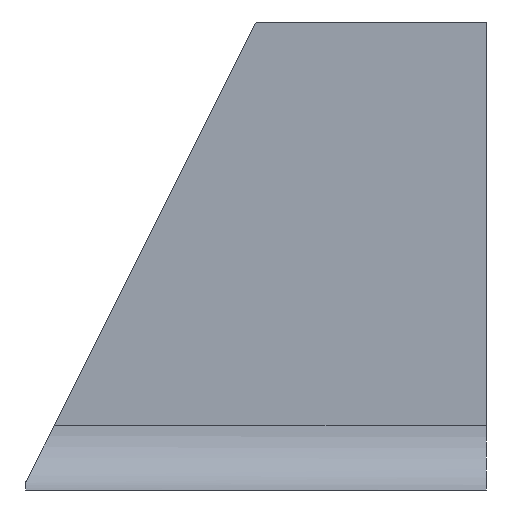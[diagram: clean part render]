
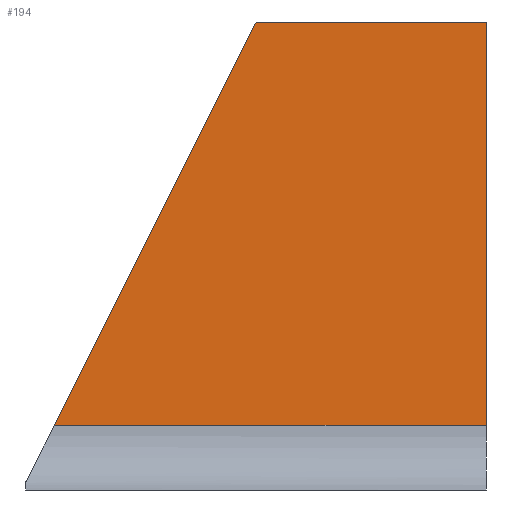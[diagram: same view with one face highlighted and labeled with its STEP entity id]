
A CAD part, left-side view. The second image highlights one B-rep face of the part: STEP entity #194.
In plain terms, the highlighted planar face has unit normal (-1, 0, 0).
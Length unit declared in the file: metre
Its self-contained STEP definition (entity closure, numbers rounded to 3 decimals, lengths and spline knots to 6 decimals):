
#46=ORIENTED_EDGE('',*,*,#96,.F.);
#47=ORIENTED_EDGE('',*,*,#97,.T.);
#48=ORIENTED_EDGE('',*,*,#98,.T.);
#49=ORIENTED_EDGE('',*,*,#86,.F.);
#86=EDGE_CURVE('',#112,#113,#129,.T.);
#96=EDGE_CURVE('',#120,#112,#136,.T.);
#97=EDGE_CURVE('',#120,#121,#137,.T.);
#98=EDGE_CURVE('',#121,#113,#138,.T.);
#112=VERTEX_POINT('',#300);
#113=VERTEX_POINT('',#302);
#120=VERTEX_POINT('',#322);
#121=VERTEX_POINT('',#324);
#129=LINE('',#301,#146);
#136=LINE('',#321,#153);
#137=LINE('',#323,#154);
#138=LINE('',#325,#155);
#146=VECTOR('',#241,1.);
#153=VECTOR('',#260,1.);
#154=VECTOR('',#261,1.);
#155=VECTOR('',#262,1.);
#164=EDGE_LOOP('',(#46,#47,#48,#49));
#175=FACE_BOUND('',#164,.T.);
#185=PLANE('',#221);
#194=ADVANCED_FACE('',(#175),#185,.F.);
#221=AXIS2_PLACEMENT_3D('',#320,#258,#259);
#241=DIRECTION('',(0.,-1.,0.));
#258=DIRECTION('',(1.,0.,0.));
#259=DIRECTION('',(0.,0.,-1.));
#260=DIRECTION('',(0.,-0.447,0.894));
#261=DIRECTION('',(0.,-1.,0.));
#262=DIRECTION('',(0.,0.,1.));
#300=CARTESIAN_POINT('',(-0.003175,0.0508,0.1016));
#301=CARTESIAN_POINT('',(-0.003175,0.1016,0.1016));
#302=CARTESIAN_POINT('',(-0.003175,0.,0.1016));
#320=CARTESIAN_POINT('',(-0.003175,0.1016,0.05715));
#321=CARTESIAN_POINT('',(-0.003175,0.07874,0.04572));
#322=CARTESIAN_POINT('',(-0.003175,0.09525,0.0127));
#323=CARTESIAN_POINT('',(-0.003175,0.1016,0.0127));
#324=CARTESIAN_POINT('',(-0.003175,0.,0.0127));
#325=CARTESIAN_POINT('',(-0.003175,0.,0.05715));
